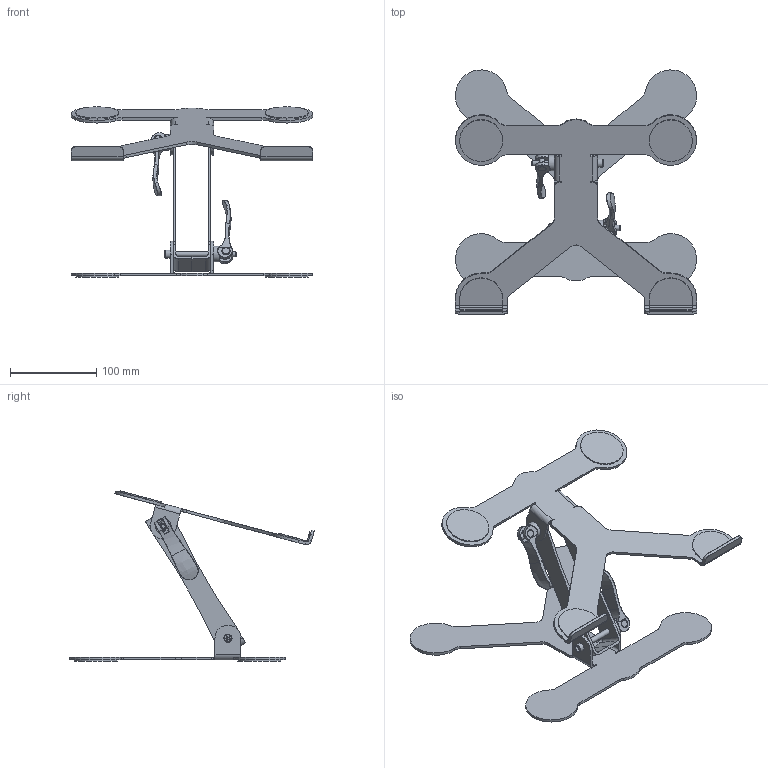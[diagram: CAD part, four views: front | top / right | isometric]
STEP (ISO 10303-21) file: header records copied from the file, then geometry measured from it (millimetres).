
FILE_DESCRIPTION(/* description */ (''),/* implementation_level */ '2;1');
FILE_NAME(/* name */ 'Laptop Stand Assembly v28.step',/* time_stamp */ '2025-04-14T17:10:40-04:00',/* author */ (''),/* organization */ (''),/* preprocessor_version */ 'ST-DEVELOPER v20.1',/* originating_system */ 'Autodesk Translation Framework v14.4.0.0',/* authorisation */ '');
FILE_SCHEMA (('AUTOMOTIVE_DESIGN { 1 0 10303 214 3 1 1 }'));
Length unit declared in the file: millimetre
Products named in the file (9): Laptop Stand Assembly; Arm Assembly; Arm; Base; Top; Pads; Pads Bottom; 2030N15_NO THREADS_Clamping Handle with Internal Thread; HSHCS ANSI B18.3 - 1/4-20 UNC x 3 Steel Grade 2 Black
Assembly tree (17 placements, depth 3):
  Laptop Stand Assembly
    Arm Assembly
      Arm  x2
    Base
    Top
    Pads  x6
    Pads Bottom  x2
    2030N15_NO THREADS_Clamping Handle with Internal Thread  x2
    HSHCS ANSI B18.3 - 1/4-20 UNC x 3 Steel Grade 2 Black  x2
Bounding box: 280 x 283.6 x 197.62 mm (x, y, z)
Volume: 284162.9 mm3; surface area: 212470.2 mm2
Topology: 20 solids, 20 shells, 445 faces, 1063 edges, 656 vertices
Faces by surface type: plane 175, cylinder 172, bspline 50, cone 24, torus 24
Full cylindrical faces by diameter (mm): 6.22 x2, 6.35 x2, 6.6 x8, 8.35 x2, 9 x6, 9.525 x2, 18.1 x2, 50 x6
Entity records: 10832 total; most frequent: CARTESIAN_POINT 3585, DIRECTION 1512, ORIENTED_EDGE 1432, EDGE_CURVE 716, AXIS2_PLACEMENT_3D 565, VERTEX_POINT 448, LINE 382, VECTOR 382
